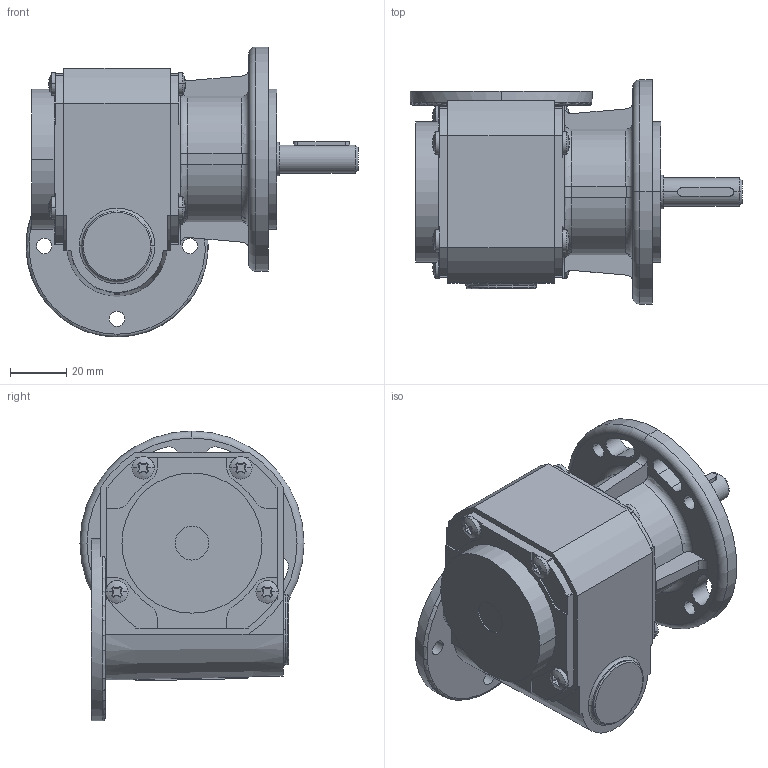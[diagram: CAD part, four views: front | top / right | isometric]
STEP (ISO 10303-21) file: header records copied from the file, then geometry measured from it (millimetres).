
FILE_DESCRIPTION(('modularis output'),'2;1');
FILE_NAME('VE31-K-R_3D.stp','10:22:52 2004/06/17',( 'modularis software ag'),('modularis software ag'), 'unknown preprocess','ACIS','unknown authorization');
FILE_SCHEMA(('AUTOMOTIVE_DESIGN_CC2 {UNKNOWN IMPLEMENTATION LEVEL}'));
Length unit declared in the file: millimetre
Products named in the file (1): PRODUCT_ID_2
Bounding box: 118.5 x 80 x 103.5 mm (x, y, z)
Volume: 310799.4 mm3; surface area: 44007.6 mm2
Topology: 1 solids, 1 shells, 374 faces, 1077 edges, 726 vertices
Faces by surface type: plane 155, cylinder 150, cone 37, sphere 16, torus 16
Entity records: 15589 total; most frequent: CARTESIAN_POINT 3314, ORIENTED_EDGE 2154, DIRECTION 1769, EDGE_CURVE 1077, VERTEX_POINT 726, AXIS2_PLACEMENT_3D 671, VECTOR 427, LINE 427
